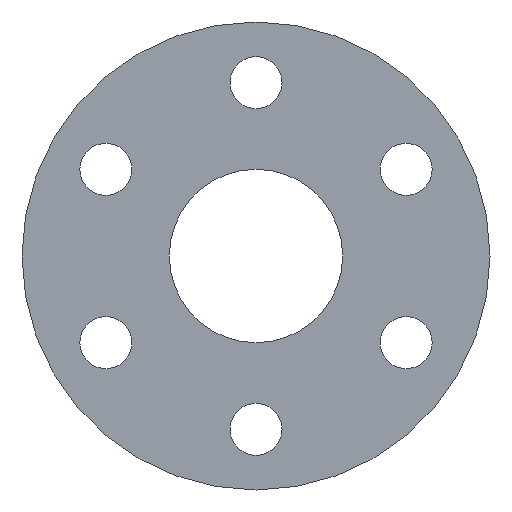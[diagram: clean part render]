
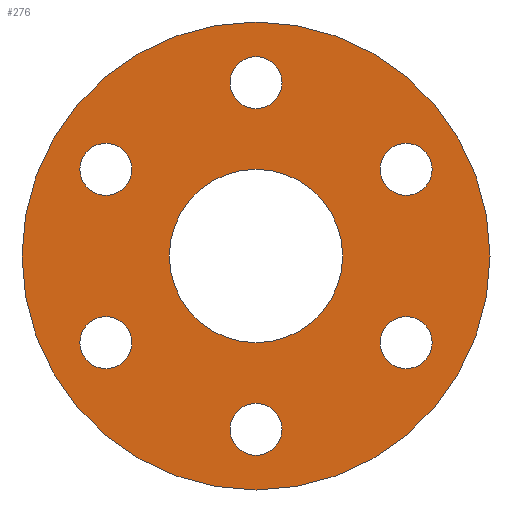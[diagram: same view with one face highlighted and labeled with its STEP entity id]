
A CAD part, front view. The second image highlights one B-rep face of the part: STEP entity #276.
In plain terms, the highlighted planar face has unit normal (0, -1, 0).
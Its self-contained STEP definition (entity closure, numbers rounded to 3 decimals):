
#6 = AXIS2_PLACEMENT_3D ( 'NONE', #327, #25, #624 ) ;
#10 = EDGE_LOOP ( 'NONE', ( #360, #134 ) ) ;
#11 = CARTESIAN_POINT ( 'NONE',  ( -8.66, 0., -5. ) ) ;
#13 = VERTEX_POINT ( 'NONE', #346 ) ;
#15 = DIRECTION ( 'NONE',  ( 0., 0., 1. ) ) ;
#17 = CIRCLE ( 'NONE', #187, 1.5 ) ;
#22 = EDGE_CURVE ( 'NONE', #570, #13, #536, .T. ) ;
#24 = ORIENTED_EDGE ( 'NONE', *, *, #463, .T. ) ;
#25 = DIRECTION ( 'NONE',  ( 0., 1., 0. ) ) ;
#30 = PLANE ( 'NONE',  #119 ) ;
#32 = DIRECTION ( 'NONE',  ( 0., -1., 0. ) ) ;
#34 = VERTEX_POINT ( 'NONE', #492 ) ;
#36 = DIRECTION ( 'NONE',  ( 0., 0., 1. ) ) ;
#37 = VERTEX_POINT ( 'NONE', #50 ) ;
#39 = CIRCLE ( 'NONE', #405, 1.5 ) ;
#40 = CARTESIAN_POINT ( 'NONE',  ( 0., 0., 5. ) ) ;
#41 = DIRECTION ( 'NONE',  ( 0., 0., 1. ) ) ;
#44 = CARTESIAN_POINT ( 'NONE',  ( 8.66, 0., 3.5 ) ) ;
#50 = CARTESIAN_POINT ( 'NONE',  ( 0., 0., 13.5 ) ) ;
#53 = CARTESIAN_POINT ( 'NONE',  ( 8.66, 0., -5. ) ) ;
#56 = DIRECTION ( 'NONE',  ( 0., 0., 1. ) ) ;
#63 = EDGE_CURVE ( 'NONE', #455, #274, #100, .T. ) ;
#67 = VERTEX_POINT ( 'NONE', #44 ) ;
#79 = CARTESIAN_POINT ( 'NONE',  ( -8.66, 0., 6.5 ) ) ;
#92 = CARTESIAN_POINT ( 'NONE',  ( 0., 0., 0. ) ) ;
#95 = DIRECTION ( 'NONE',  ( 0., 0., 1. ) ) ;
#96 = DIRECTION ( 'NONE',  ( 0., 0., 1. ) ) ;
#99 = CARTESIAN_POINT ( 'NONE',  ( 8.66, 0., 6.5 ) ) ;
#100 = CIRCLE ( 'NONE', #161, 1.5 ) ;
#114 = ORIENTED_EDGE ( 'NONE', *, *, #323, .T. ) ;
#116 = EDGE_LOOP ( 'NONE', ( #114, #139 ) ) ;
#118 = FACE_BOUND ( 'NONE', #407, .T. ) ;
#119 = AXIS2_PLACEMENT_3D ( 'NONE', #521, #377, #431 ) ;
#123 = FACE_BOUND ( 'NONE', #500, .T. ) ;
#124 = ORIENTED_EDGE ( 'NONE', *, *, #63, .T. ) ;
#126 = FACE_BOUND ( 'NONE', #542, .T. ) ;
#128 = CARTESIAN_POINT ( 'NONE',  ( -8.66, 0., 5. ) ) ;
#131 = AXIS2_PLACEMENT_3D ( 'NONE', #154, #408, #358 ) ;
#134 = ORIENTED_EDGE ( 'NONE', *, *, #22, .T. ) ;
#139 = ORIENTED_EDGE ( 'NONE', *, *, #379, .T. ) ;
#142 = CARTESIAN_POINT ( 'NONE',  ( 8.66, 0., 5. ) ) ;
#152 = AXIS2_PLACEMENT_3D ( 'NONE', #370, #416, #253 ) ;
#154 = CARTESIAN_POINT ( 'NONE',  ( 0., 0., 0. ) ) ;
#161 = AXIS2_PLACEMENT_3D ( 'NONE', #595, #356, #95 ) ;
#171 = CARTESIAN_POINT ( 'NONE',  ( -8.66, 0., -6.5 ) ) ;
#173 = ORIENTED_EDGE ( 'NONE', *, *, #439, .T. ) ;
#176 = AXIS2_PLACEMENT_3D ( 'NONE', #53, #448, #41 ) ;
#177 = EDGE_LOOP ( 'NONE', ( #555, #398 ) ) ;
#181 = VERTEX_POINT ( 'NONE', #419 ) ;
#183 = DIRECTION ( 'NONE',  ( 0., -1., 0. ) ) ;
#187 = AXIS2_PLACEMENT_3D ( 'NONE', #428, #573, #336 ) ;
#192 = EDGE_CURVE ( 'NONE', #465, #34, #618, .T. ) ;
#216 = EDGE_LOOP ( 'NONE', ( #124, #173 ) ) ;
#217 = VERTEX_POINT ( 'NONE', #556 ) ;
#220 = CARTESIAN_POINT ( 'NONE',  ( 0., 0., 0. ) ) ;
#228 = CARTESIAN_POINT ( 'NONE',  ( 0., 0., 0. ) ) ;
#230 = EDGE_CURVE ( 'NONE', #286, #334, #363, .T. ) ;
#235 = VERTEX_POINT ( 'NONE', #171 ) ;
#242 = DIRECTION ( 'NONE',  ( 0., 0., 1. ) ) ;
#245 = AXIS2_PLACEMENT_3D ( 'NONE', #142, #354, #642 ) ;
#246 = CARTESIAN_POINT ( 'NONE',  ( 0., 0., 10. ) ) ;
#253 = DIRECTION ( 'NONE',  ( 0., 0., 1. ) ) ;
#255 = CIRCLE ( 'NONE', #424, 1.5 ) ;
#263 = EDGE_CURVE ( 'NONE', #67, #565, #17, .T. ) ;
#274 = VERTEX_POINT ( 'NONE', #569 ) ;
#276 = ADVANCED_FACE ( 'NONE', ( #126, #328, #285, #118, #123, #425, #325, #518 ), #30, .F. ) ;
#278 = CIRCLE ( 'NONE', #505, 1.5 ) ;
#282 = VERTEX_POINT ( 'NONE', #474 ) ;
#285 = FACE_BOUND ( 'NONE', #177, .T. ) ;
#286 = VERTEX_POINT ( 'NONE', #79 ) ;
#290 = AXIS2_PLACEMENT_3D ( 'NONE', #220, #32, #324 ) ;
#300 = DIRECTION ( 'NONE',  ( 0., 1., 0. ) ) ;
#302 = CARTESIAN_POINT ( 'NONE',  ( 8.66, 0., -3.5 ) ) ;
#316 = ORIENTED_EDGE ( 'NONE', *, *, #263, .T. ) ;
#320 = AXIS2_PLACEMENT_3D ( 'NONE', #228, #183, #36 ) ;
#321 = CARTESIAN_POINT ( 'NONE',  ( -8.66, 0., 3.5 ) ) ;
#323 = EDGE_CURVE ( 'NONE', #412, #37, #376, .T. ) ;
#324 = DIRECTION ( 'NONE',  ( 0., 0., 1. ) ) ;
#325 = FACE_BOUND ( 'NONE', #216, .T. ) ;
#327 = CARTESIAN_POINT ( 'NONE',  ( 0., 0., -10. ) ) ;
#328 = FACE_BOUND ( 'NONE', #496, .T. ) ;
#330 = DIRECTION ( 'NONE',  ( 0., 1., 0. ) ) ;
#334 = VERTEX_POINT ( 'NONE', #321 ) ;
#335 = CIRCLE ( 'NONE', #494, 1.5 ) ;
#336 = DIRECTION ( 'NONE',  ( 0., 0., 1. ) ) ;
#346 = CARTESIAN_POINT ( 'NONE',  ( 8.66, 0., -6.5 ) ) ;
#347 = DIRECTION ( 'NONE',  ( 0., 1., 0. ) ) ;
#353 = CIRCLE ( 'NONE', #6, 1.5 ) ;
#354 = DIRECTION ( 'NONE',  ( 0., 1., 0. ) ) ;
#356 = DIRECTION ( 'NONE',  ( 0., 1., 0. ) ) ;
#358 = DIRECTION ( 'NONE',  ( 0., 0., 1. ) ) ;
#360 = ORIENTED_EDGE ( 'NONE', *, *, #627, .T. ) ;
#362 = ORIENTED_EDGE ( 'NONE', *, *, #623, .T. ) ;
#363 = CIRCLE ( 'NONE', #462, 1.5 ) ;
#369 = ORIENTED_EDGE ( 'NONE', *, *, #520, .T. ) ;
#370 = CARTESIAN_POINT ( 'NONE',  ( 8.66, 0., -5. ) ) ;
#373 = EDGE_CURVE ( 'NONE', #334, #286, #255, .T. ) ;
#376 = CIRCLE ( 'NONE', #320, 13.5 ) ;
#377 = DIRECTION ( 'NONE',  ( 0., 1., 0. ) ) ;
#379 = EDGE_CURVE ( 'NONE', #37, #412, #389, .T. ) ;
#389 = CIRCLE ( 'NONE', #290, 13.5 ) ;
#395 = DIRECTION ( 'NONE',  ( 0., 0., 1. ) ) ;
#398 = ORIENTED_EDGE ( 'NONE', *, *, #230, .T. ) ;
#405 = AXIS2_PLACEMENT_3D ( 'NONE', #11, #601, #56 ) ;
#407 = EDGE_LOOP ( 'NONE', ( #432, #24 ) ) ;
#408 = DIRECTION ( 'NONE',  ( 0., 1., 0. ) ) ;
#412 = VERTEX_POINT ( 'NONE', #517 ) ;
#416 = DIRECTION ( 'NONE',  ( 0., 1., 0. ) ) ;
#419 = CARTESIAN_POINT ( 'NONE',  ( 0., 0., 8.5 ) ) ;
#424 = AXIS2_PLACEMENT_3D ( 'NONE', #128, #330, #477 ) ;
#425 = FACE_BOUND ( 'NONE', #10, .T. ) ;
#426 = ORIENTED_EDGE ( 'NONE', *, *, #571, .T. ) ;
#428 = CARTESIAN_POINT ( 'NONE',  ( 8.66, 0., 5. ) ) ;
#431 = DIRECTION ( 'NONE',  ( 0., 0., 1. ) ) ;
#432 = ORIENTED_EDGE ( 'NONE', *, *, #483, .T. ) ;
#437 = CIRCLE ( 'NONE', #152, 1.5 ) ;
#438 = CARTESIAN_POINT ( 'NONE',  ( 0., 0., 10. ) ) ;
#439 = EDGE_CURVE ( 'NONE', #274, #455, #353, .T. ) ;
#447 = DIRECTION ( 'NONE',  ( 0., 0., 1. ) ) ;
#448 = DIRECTION ( 'NONE',  ( 0., 1., 0. ) ) ;
#452 = CIRCLE ( 'NONE', #559, 5. ) ;
#455 = VERTEX_POINT ( 'NONE', #586 ) ;
#462 = AXIS2_PLACEMENT_3D ( 'NONE', #613, #564, #15 ) ;
#463 = EDGE_CURVE ( 'NONE', #217, #181, #278, .T. ) ;
#465 = VERTEX_POINT ( 'NONE', #40 ) ;
#474 = CARTESIAN_POINT ( 'NONE',  ( -8.66, 0., -3.5 ) ) ;
#477 = DIRECTION ( 'NONE',  ( 0., 0., 1. ) ) ;
#483 = EDGE_CURVE ( 'NONE', #181, #217, #548, .T. ) ;
#492 = CARTESIAN_POINT ( 'NONE',  ( 0., 0., -5. ) ) ;
#494 = AXIS2_PLACEMENT_3D ( 'NONE', #495, #300, #242 ) ;
#495 = CARTESIAN_POINT ( 'NONE',  ( -8.66, 0., -5. ) ) ;
#496 = EDGE_LOOP ( 'NONE', ( #426, #362 ) ) ;
#500 = EDGE_LOOP ( 'NONE', ( #316, #369 ) ) ;
#501 = EDGE_CURVE ( 'NONE', #34, #465, #452, .T. ) ;
#505 = AXIS2_PLACEMENT_3D ( 'NONE', #246, #594, #447 ) ;
#517 = CARTESIAN_POINT ( 'NONE',  ( 0., 0., -13.5 ) ) ;
#518 = FACE_OUTER_BOUND ( 'NONE', #116, .T. ) ;
#520 = EDGE_CURVE ( 'NONE', #565, #67, #588, .T. ) ;
#521 = CARTESIAN_POINT ( 'NONE',  ( 0., 0., 0. ) ) ;
#536 = CIRCLE ( 'NONE', #176, 1.5 ) ;
#542 = EDGE_LOOP ( 'NONE', ( #581, #562 ) ) ;
#548 = CIRCLE ( 'NONE', #578, 1.5 ) ;
#555 = ORIENTED_EDGE ( 'NONE', *, *, #373, .T. ) ;
#556 = CARTESIAN_POINT ( 'NONE',  ( 0., 0., 11.5 ) ) ;
#559 = AXIS2_PLACEMENT_3D ( 'NONE', #92, #637, #395 ) ;
#562 = ORIENTED_EDGE ( 'NONE', *, *, #192, .T. ) ;
#564 = DIRECTION ( 'NONE',  ( 0., 1., 0. ) ) ;
#565 = VERTEX_POINT ( 'NONE', #99 ) ;
#569 = CARTESIAN_POINT ( 'NONE',  ( 0., 0., -8.5 ) ) ;
#570 = VERTEX_POINT ( 'NONE', #302 ) ;
#571 = EDGE_CURVE ( 'NONE', #235, #282, #335, .T. ) ;
#573 = DIRECTION ( 'NONE',  ( 0., 1., 0. ) ) ;
#578 = AXIS2_PLACEMENT_3D ( 'NONE', #438, #347, #96 ) ;
#581 = ORIENTED_EDGE ( 'NONE', *, *, #501, .T. ) ;
#586 = CARTESIAN_POINT ( 'NONE',  ( 0., 0., -11.5 ) ) ;
#588 = CIRCLE ( 'NONE', #245, 1.5 ) ;
#594 = DIRECTION ( 'NONE',  ( 0., 1., 0. ) ) ;
#595 = CARTESIAN_POINT ( 'NONE',  ( 0., 0., -10. ) ) ;
#601 = DIRECTION ( 'NONE',  ( 0., 1., 0. ) ) ;
#613 = CARTESIAN_POINT ( 'NONE',  ( -8.66, 0., 5. ) ) ;
#618 = CIRCLE ( 'NONE', #131, 5. ) ;
#623 = EDGE_CURVE ( 'NONE', #282, #235, #39, .T. ) ;
#624 = DIRECTION ( 'NONE',  ( 0., 0., 1. ) ) ;
#627 = EDGE_CURVE ( 'NONE', #13, #570, #437, .T. ) ;
#637 = DIRECTION ( 'NONE',  ( 0., 1., 0. ) ) ;
#642 = DIRECTION ( 'NONE',  ( 0., 0., 1. ) ) ;
